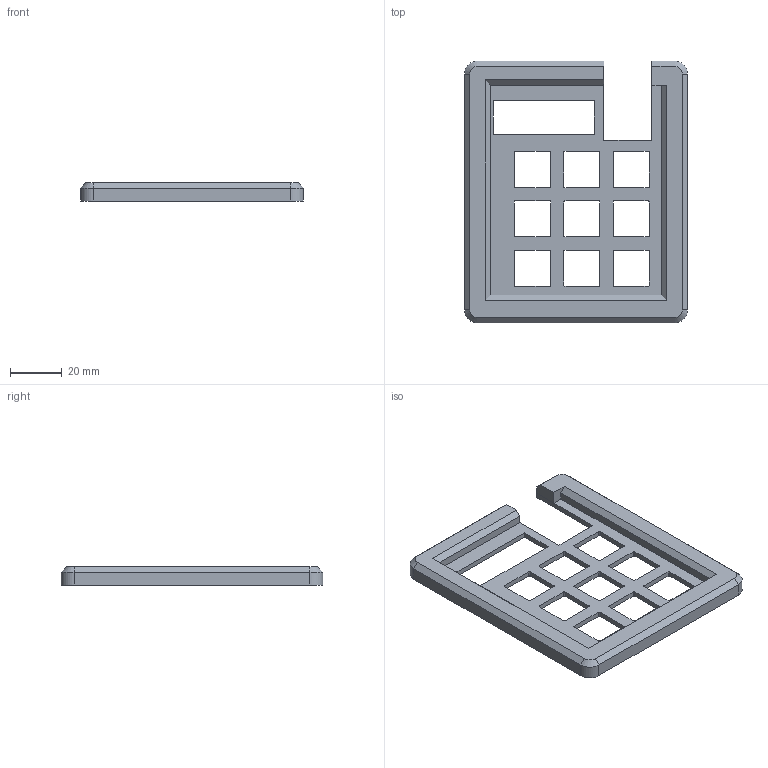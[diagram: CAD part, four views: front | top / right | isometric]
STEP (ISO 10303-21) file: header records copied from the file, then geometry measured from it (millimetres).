
FILE_DESCRIPTION(('FreeCAD Model'),'2;1');
FILE_NAME('Open CASCADE Shape Model','2025-06-16T21:29:19',(''),(''), 'Open CASCADE STEP processor 7.8','FreeCAD','Unknown');
FILE_SCHEMA(('AUTOMOTIVE_DESIGN { 1 0 10303 214 1 1 1 1 }'));
Length unit declared in the file: millimetre
Products named in the file (1): cap
Bounding box: 86 x 101 x 7 mm (x, y, z)
Volume: 25980.1 mm3; surface area: 16404.8 mm2
Topology: 1 solids, 1 shells, 120 faces, 331 edges, 217 vertices
Faces by surface type: plane 72, cylinder 44, cone 4
Full cylindrical faces by diameter (mm): 3.4 x4
Entity records: 3877 total; most frequent: CARTESIAN_POINT 673, ORIENTED_EDGE 662, DIRECTION 661, EDGE_CURVE 331, LINE 235, VECTOR 235, VERTEX_POINT 217, AXIS2_PLACEMENT_3D 213
